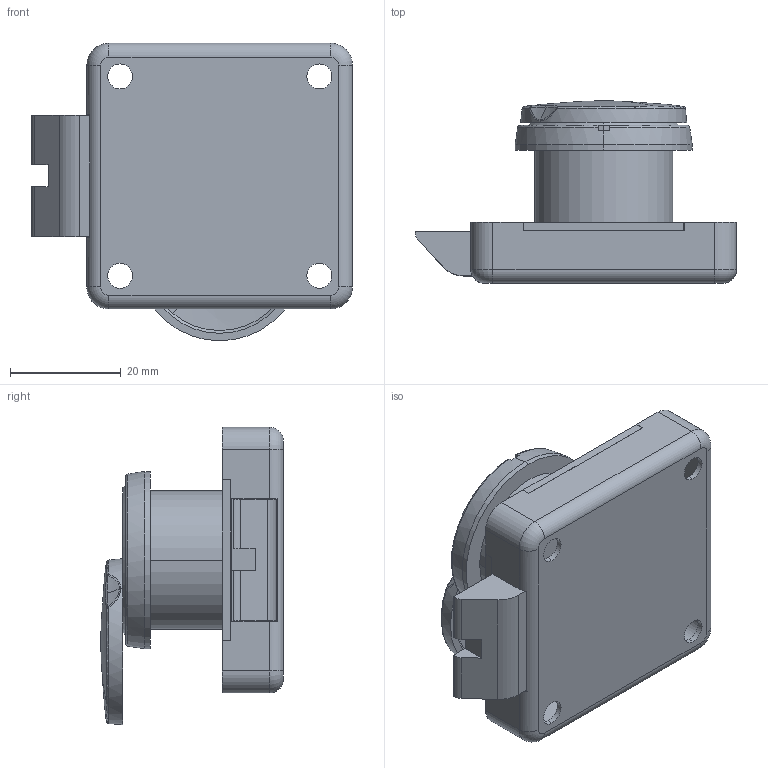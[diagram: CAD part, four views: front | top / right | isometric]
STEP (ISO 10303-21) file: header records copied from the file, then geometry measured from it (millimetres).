
FILE_DESCRIPTION (( 'STEP AP203' ), '1' );
FILE_NAME ('sone3D.STEP', '2017-02-16T05:43:01', ( '' ), ( '' ), 'SwSTEP 2.0', 'SolidWorks 2014', '' );
FILE_SCHEMA (( 'CONFIG_CONTROL_DESIGN' ));
Length unit declared in the file: millimetre
Products named in the file (10): C-332-1ケース_; sone3D; C-332-1ラッチ_; C-332-1カバー_; C-332-1シリンダー_; C-332-1ローター_; C-332-1僔儕儞僟乕僇僶乕_; C-332-1キャップ_; C-332-1パッキン_; 廫帤寠晅嶮偹偠M3_M3亊L6
Assembly tree (10 placements, depth 2):
  sone3D
    C-332-1ケース_
    C-332-1ラッチ_
    C-332-1カバー_
    C-332-1シリンダー_
    C-332-1ローター_
    C-332-1僔儕儞僟乕僇僶乕_
    C-332-1キャップ_
    C-332-1パッキン_
    廫帤寠晅嶮偹偠M3_M3亊L6  x2
Bounding box: 58 x 33 x 53.74 mm (x, y, z)
Volume: 21983.3 mm3; surface area: 23854.7 mm2
Topology: 10 solids, 10 shells, 298 faces, 760 edges, 489 vertices
Faces by surface type: plane 145, cylinder 91, cone 35, torus 16, sphere 10, bspline 1
Entity records: 9555 total; most frequent: CARTESIAN_POINT 1670, DIRECTION 1482, ORIENTED_EDGE 1384, EDGE_CURVE 692, AXIS2_PLACEMENT_3D 533, VERTEX_POINT 447, LINE 416, VECTOR 416
